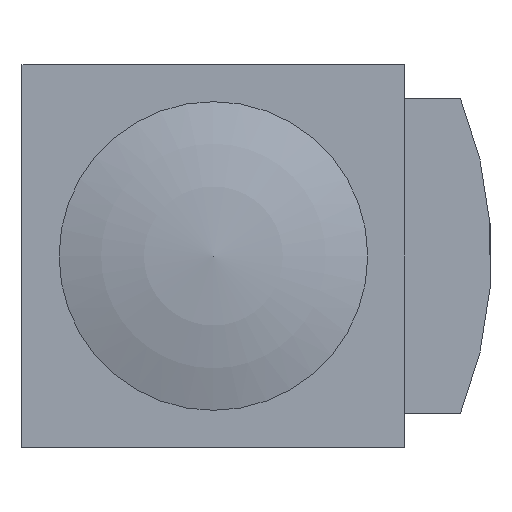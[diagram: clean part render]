
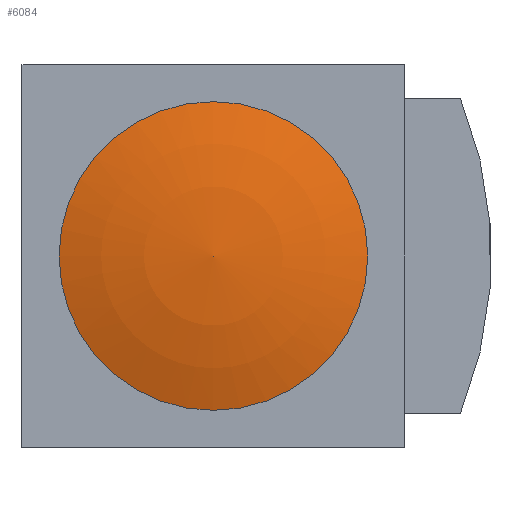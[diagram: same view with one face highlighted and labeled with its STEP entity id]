
A CAD part, front view. The second image highlights one B-rep face of the part: STEP entity #6084.
In plain terms, the highlighted toroidal (fillet/blend) face has major radius 1.578 mm and minor radius 90 mm.
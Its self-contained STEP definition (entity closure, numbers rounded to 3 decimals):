
#24=VERTEX_LOOP('',#3596);
#25=DEGENERATE_TOROIDAL_SURFACE('',#6455,1.578,90.,
 .F.);
#1300=CIRCLE('',#6427,25.);
#2192=ORIENTED_EDGE('',*,*,#3098,.T.);
#3098=EDGE_CURVE('',#3587,#3587,#1300,.T.);
#3587=VERTEX_POINT('',#8875);
#3596=VERTEX_POINT('',#8915);
#3857=EDGE_LOOP('',(#2192));
#4130=FACE_BOUND('',#3857,.T.);
#4131=FACE_BOUND('',#24,.T.);
#6084=ADVANCED_FACE('',(#4130,#4131),#25,.F.);
#6427=AXIS2_PLACEMENT_3D('',#8874,#7433,#7434);
#6455=AXIS2_PLACEMENT_3D('',#8914,#7492,#7493);
#7433=DIRECTION('',(0.,-1.,0.));
#7434=DIRECTION('',(0.,0.,-1.));
#7492=DIRECTION('',(0.,-1.,0.));
#7493=DIRECTION('',(0.,0.,-1.));
#8874=CARTESIAN_POINT('',(0.,-45.,0.));
#8875=CARTESIAN_POINT('',(0.,-45.,-25.));
#8914=CARTESIAN_POINT('',(0.,40.986,0.));
#8915=CARTESIAN_POINT('',(0.,-49.,0.));
